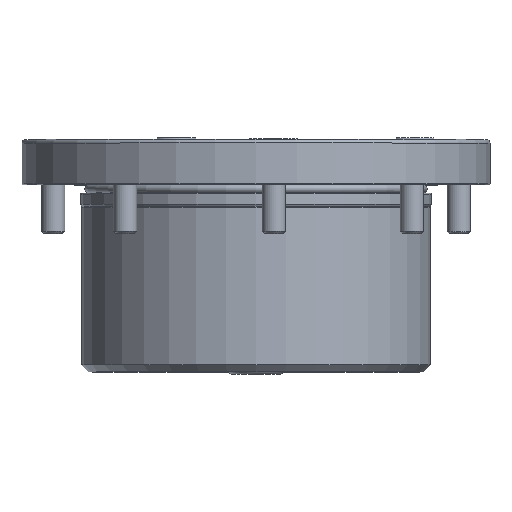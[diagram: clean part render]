
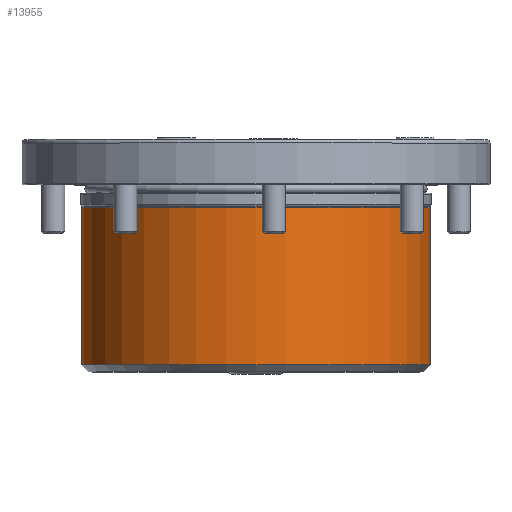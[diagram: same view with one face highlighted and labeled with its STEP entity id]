
A CAD part, top view. The second image highlights one B-rep face of the part: STEP entity #13955.
In plain terms, the highlighted cylindrical face has radius 37.3 mm (diameter 74.6 mm), a full revolution.
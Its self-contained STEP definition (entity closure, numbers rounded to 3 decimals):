
#177 = CIRCLE ( 'NONE', #17360, 37.3 ) ;
#1513 = CYLINDRICAL_SURFACE ( 'NONE', #16335, 37.3 ) ;
#2682 = VERTEX_POINT ( 'NONE', #8151 ) ;
#3398 = DIRECTION ( 'NONE',  ( 0., 1., 0. ) ) ;
#3456 = DIRECTION ( 'NONE',  ( 1., 0., 0. ) ) ;
#4334 = DIRECTION ( 'NONE',  ( 1., 0., 0. ) ) ;
#6962 = CARTESIAN_POINT ( 'NONE',  ( 0., -14.9, 0. ) ) ;
#8151 = CARTESIAN_POINT ( 'NONE',  ( 37.3, -48.5, 0. ) ) ;
#9279 = FACE_OUTER_BOUND ( 'NONE', #11562, .T. ) ;
#9305 = CARTESIAN_POINT ( 'NONE',  ( 37.3, -14.9, 0. ) ) ;
#11562 = EDGE_LOOP ( 'NONE', ( #20326 ) ) ;
#11567 = EDGE_CURVE ( 'NONE', #2682, #2682, #15676, .T. ) ;
#13955 = ADVANCED_FACE ( 'NONE', ( #17804, #9279 ), #1513, .T. ) ;
#14267 = VERTEX_POINT ( 'NONE', #9305 ) ;
#14570 = DIRECTION ( 'NONE',  ( 0., 1., 0. ) ) ;
#15272 = DIRECTION ( 'NONE',  ( 1., 0., 0. ) ) ;
#15506 = DIRECTION ( 'NONE',  ( 0., 1., 0. ) ) ;
#15676 = CIRCLE ( 'NONE', #18449, 37.3 ) ;
#16052 = EDGE_LOOP ( 'NONE', ( #18735 ) ) ;
#16335 = AXIS2_PLACEMENT_3D ( 'NONE', #19760, #15506, #3456 ) ;
#17360 = AXIS2_PLACEMENT_3D ( 'NONE', #6962, #3398, #15272 ) ;
#17527 = EDGE_CURVE ( 'NONE', #14267, #14267, #177, .T. ) ;
#17706 = CARTESIAN_POINT ( 'NONE',  ( 0., -48.5, 0. ) ) ;
#17804 = FACE_OUTER_BOUND ( 'NONE', #16052, .T. ) ;
#18449 = AXIS2_PLACEMENT_3D ( 'NONE', #17706, #14570, #4334 ) ;
#18735 = ORIENTED_EDGE ( 'NONE', *, *, #17527, .F. ) ;
#19760 = CARTESIAN_POINT ( 'NONE',  ( 0., -12.352, 0. ) ) ;
#20326 = ORIENTED_EDGE ( 'NONE', *, *, #11567, .T. ) ;
